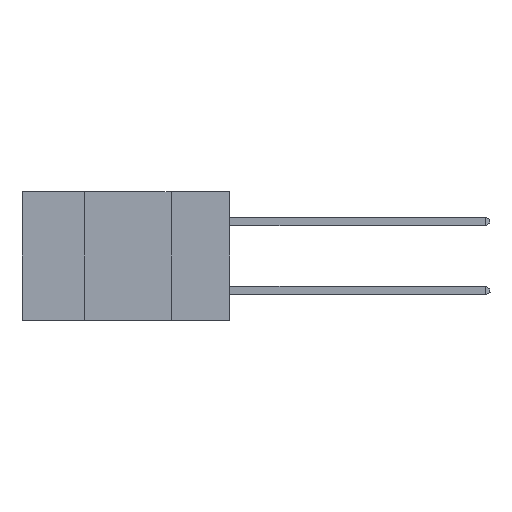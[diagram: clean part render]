
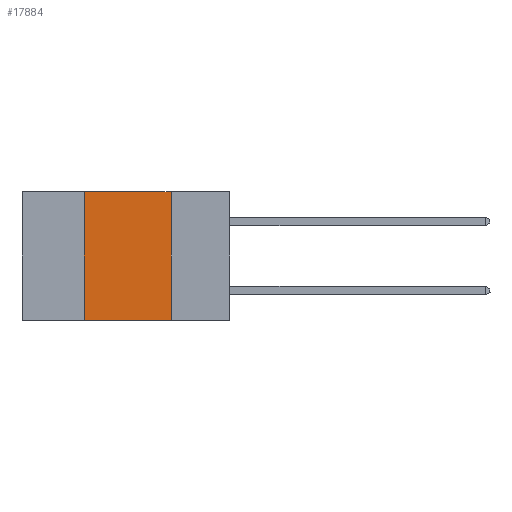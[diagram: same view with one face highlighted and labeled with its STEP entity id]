
A CAD part, left-side view. The second image highlights one B-rep face of the part: STEP entity #17884.
In plain terms, the highlighted planar face has unit normal (-1, 0, 0).
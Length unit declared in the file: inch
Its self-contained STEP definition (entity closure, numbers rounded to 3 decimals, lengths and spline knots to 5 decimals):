
#352 = EDGE_CURVE ( 'NONE', #8701, #380, #7000, .T. ) ;
#380 = VERTEX_POINT ( 'NONE', #12160 ) ;
#638 = EDGE_LOOP ( 'NONE', ( #9541, #4293, #3787, #8075 ) ) ;
#984 = VERTEX_POINT ( 'NONE', #11663 ) ;
#1339 = CARTESIAN_POINT ( 'NONE',  ( 0., 0.42, 0. ) ) ;
#3251 = DIRECTION ( 'NONE',  ( 0., 0., 1. ) ) ;
#3508 = DIRECTION ( 'NONE',  ( 0., 0., -1. ) ) ;
#3558 = CARTESIAN_POINT ( 'NONE',  ( 0., 0.17, 0. ) ) ;
#3787 = ORIENTED_EDGE ( 'NONE', *, *, #352, .F. ) ;
#4293 = ORIENTED_EDGE ( 'NONE', *, *, #17460, .F. ) ;
#5268 = VECTOR ( 'NONE', #7588, 39.37008 ) ;
#5739 = FACE_OUTER_BOUND ( 'NONE', #638, .T. ) ;
#5770 = LINE ( 'NONE', #8196, #5268 ) ;
#6056 = PLANE ( 'NONE',  #19022 ) ;
#6202 = EDGE_CURVE ( 'NONE', #8701, #17848, #5770, .T. ) ;
#7000 = LINE ( 'NONE', #1339, #18825 ) ;
#7588 = DIRECTION ( 'NONE',  ( 0., -1., 0. ) ) ;
#7682 = DIRECTION ( 'NONE',  ( 0., 0., -1. ) ) ;
#7954 = EDGE_CURVE ( 'NONE', #984, #17848, #14460, .T. ) ;
#8075 = ORIENTED_EDGE ( 'NONE', *, *, #6202, .T. ) ;
#8196 = CARTESIAN_POINT ( 'NONE',  ( 0., 0.6, -0.37 ) ) ;
#8701 = VERTEX_POINT ( 'NONE', #16033 ) ;
#9022 = VECTOR ( 'NONE', #17441, 39.37008 ) ;
#9510 = LINE ( 'NONE', #15894, #9022 ) ;
#9541 = ORIENTED_EDGE ( 'NONE', *, *, #7954, .F. ) ;
#11663 = CARTESIAN_POINT ( 'NONE',  ( 0., 0.17, 0. ) ) ;
#12160 = CARTESIAN_POINT ( 'NONE',  ( 0., 0.42, 0. ) ) ;
#12356 = CARTESIAN_POINT ( 'NONE',  ( 0., 0.6, 0. ) ) ;
#14460 = LINE ( 'NONE', #3558, #17095 ) ;
#15894 = CARTESIAN_POINT ( 'NONE',  ( 0., 0.6, 0. ) ) ;
#16033 = CARTESIAN_POINT ( 'NONE',  ( 0., 0.42, -0.37 ) ) ;
#16894 = DIRECTION ( 'NONE',  ( 1., 0., 0. ) ) ;
#17095 = VECTOR ( 'NONE', #3508, 39.37008 ) ;
#17441 = DIRECTION ( 'NONE',  ( 0., -1., 0. ) ) ;
#17460 = EDGE_CURVE ( 'NONE', #380, #984, #9510, .T. ) ;
#17848 = VERTEX_POINT ( 'NONE', #18315 ) ;
#17884 = ADVANCED_FACE ( 'NONE', ( #5739 ), #6056, .F. ) ;
#18315 = CARTESIAN_POINT ( 'NONE',  ( 0., 0.17, -0.37 ) ) ;
#18825 = VECTOR ( 'NONE', #3251, 39.37008 ) ;
#19022 = AXIS2_PLACEMENT_3D ( 'NONE', #12356, #16894, #7682 ) ;
